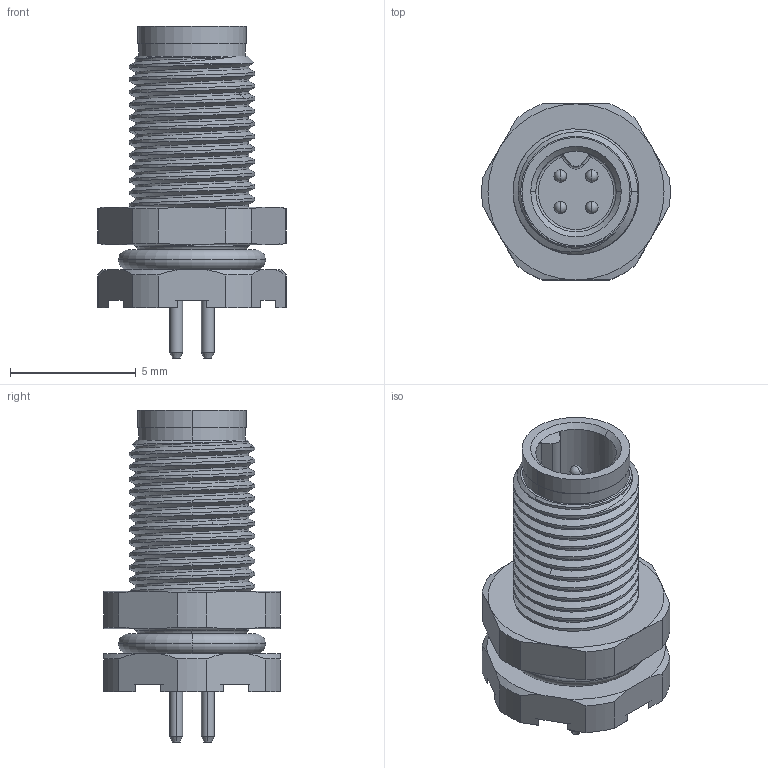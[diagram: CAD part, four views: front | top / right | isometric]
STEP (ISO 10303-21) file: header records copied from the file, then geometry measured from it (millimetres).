
FILE_DESCRIPTION((''),'2;1');
FILE_NAME('001M5-SA00PSW0-007_4','2025-08-24T',('gongcheng16'),(''),'PRO/ENGINEER BY PARAMETRIC TECHNOLOGY CORPORATION, 2010280','PRO/ENGINEER BY PARAMETRIC TECHNOLOGY CORPORATION, 2010280','');
FILE_SCHEMA(('CONFIG_CONTROL_DESIGN'));
Length unit declared in the file: millimetre
Products named in the file (1): 001M5-SA00PSW0-007_4
Bounding box: 7.49 x 7 x 13.2 mm (x, y, z)
Volume: 89.7 mm3; surface area: 2452.8 mm2
Topology: 1 solids, 79 shells, 790 faces, 1973 edges, 1257 vertices
Faces by surface type: cylinder 297, cone 216, plane 198, torus 38, sphere 24, bspline 17
Entity records: 30009 total; most frequent: CARTESIAN_POINT 11333, DIRECTION 4123, ORIENTED_EDGE 3587, EDGE_CURVE 1951, AXIS2_PLACEMENT_3D 1733, VERTEX_POINT 1257, CIRCLE 959, EDGE_LOOP 861
